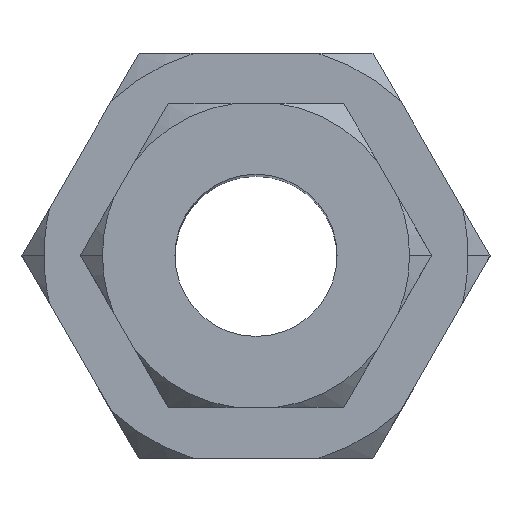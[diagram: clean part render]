
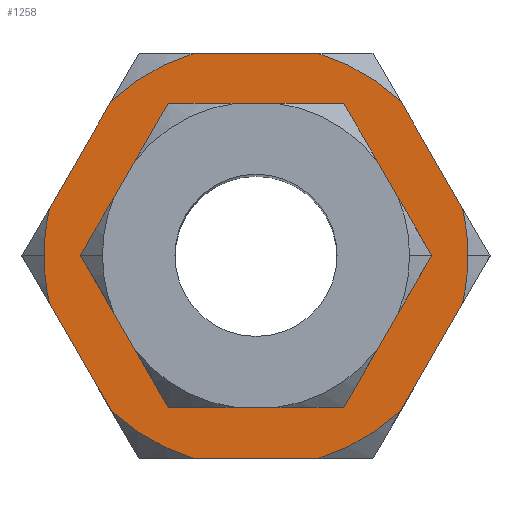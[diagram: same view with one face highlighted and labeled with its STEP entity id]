
A CAD part, top view. The second image highlights one B-rep face of the part: STEP entity #1258.
In plain terms, the highlighted planar face has unit normal (0, 0, 1).
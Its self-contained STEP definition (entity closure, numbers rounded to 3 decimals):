
#132=CARTESIAN_POINT('',(22.89,0.,-22.698));
#133=VERTEX_POINT('',#132);
#142=CARTESIAN_POINT('',(-13.11,0.,-22.698));
#143=VERTEX_POINT('',#142);
#144=CARTESIAN_POINT('',(4.89,0.,-22.698));
#145=DIRECTION('',(0.0,0.0,-1.0));
#146=DIRECTION('',(1.0,0.0,0.0));
#147=AXIS2_PLACEMENT_3D('',#144,#145,#146);
#148=CIRCLE('',#147,18.0);
#149=EDGE_CURVE('',#143,#133,#148,.T.);
#296=CARTESIAN_POINT('',(33.644,0.,-22.698));
#297=VERTEX_POINT('',#296);
#306=CARTESIAN_POINT('',(32.906,-6.476,-22.698));
#307=VERTEX_POINT('',#306);
#308=CARTESIAN_POINT('',(4.89,0.,-22.698));
#309=DIRECTION('',(0.0,0.0,1.0));
#310=DIRECTION('',(1.0,0.0,0.0));
#311=AXIS2_PLACEMENT_3D('',#308,#309,#310);
#312=CIRCLE('',#311,28.754);
#313=EDGE_CURVE('',#307,#297,#312,.T.);
#338=CARTESIAN_POINT('',(-23.864,0.,-22.698));
#339=VERTEX_POINT('',#338);
#346=CARTESIAN_POINT('',(-23.126,-6.476,-22.698));
#347=VERTEX_POINT('',#346);
#361=CARTESIAN_POINT('',(4.89,0.,-22.698));
#362=DIRECTION('',(0.0,0.0,1.0));
#363=DIRECTION('',(1.0,0.0,0.0));
#364=AXIS2_PLACEMENT_3D('',#361,#362,#363);
#365=CIRCLE('',#364,28.754);
#366=EDGE_CURVE('',#339,#347,#365,.T.);
#377=CARTESIAN_POINT('',(-23.126,6.476,-22.698));
#378=VERTEX_POINT('',#377);
#379=CARTESIAN_POINT('',(4.89,0.,-22.698));
#380=DIRECTION('',(0.0,0.0,1.0));
#381=DIRECTION('',(1.0,0.0,0.0));
#382=AXIS2_PLACEMENT_3D('',#379,#380,#381);
#383=CIRCLE('',#382,28.754);
#384=EDGE_CURVE('',#378,#339,#383,.T.);
#407=CARTESIAN_POINT('',(-3.51,-27.5,-22.698));
#408=VERTEX_POINT('',#407);
#424=CARTESIAN_POINT('',(-14.726,-21.024,-22.698));
#425=VERTEX_POINT('',#424);
#426=CARTESIAN_POINT('',(4.89,0.,-22.698));
#427=DIRECTION('',(0.0,0.0,1.0));
#428=DIRECTION('',(1.0,0.0,0.0));
#429=AXIS2_PLACEMENT_3D('',#426,#427,#428);
#430=CIRCLE('',#429,28.754);
#431=EDGE_CURVE('',#425,#408,#430,.T.);
#456=CARTESIAN_POINT('',(-3.51,27.5,-22.698));
#457=VERTEX_POINT('',#456);
#471=CARTESIAN_POINT('',(-14.726,21.024,-22.698));
#472=VERTEX_POINT('',#471);
#486=CARTESIAN_POINT('',(4.89,0.,-22.698));
#487=DIRECTION('',(0.0,0.0,1.0));
#488=DIRECTION('',(1.0,0.0,0.0));
#489=AXIS2_PLACEMENT_3D('',#486,#487,#488);
#490=CIRCLE('',#489,28.754);
#491=EDGE_CURVE('',#457,#472,#490,.T.);
#503=CARTESIAN_POINT('',(24.506,21.024,-22.698));
#504=VERTEX_POINT('',#503);
#518=CARTESIAN_POINT('',(13.29,27.5,-22.698));
#519=VERTEX_POINT('',#518);
#533=CARTESIAN_POINT('',(4.89,0.,-22.698));
#534=DIRECTION('',(0.0,0.0,1.0));
#535=DIRECTION('',(1.0,0.0,0.0));
#536=AXIS2_PLACEMENT_3D('',#533,#534,#535);
#537=CIRCLE('',#536,28.754);
#538=EDGE_CURVE('',#504,#519,#537,.T.);
#548=CARTESIAN_POINT('',(24.506,-21.024,-22.698));
#549=VERTEX_POINT('',#548);
#565=CARTESIAN_POINT('',(13.29,-27.5,-22.698));
#566=VERTEX_POINT('',#565);
#567=CARTESIAN_POINT('',(4.89,0.,-22.698));
#568=DIRECTION('',(0.0,0.0,1.0));
#569=DIRECTION('',(1.0,0.0,0.0));
#570=AXIS2_PLACEMENT_3D('',#567,#568,#569);
#571=CIRCLE('',#570,28.754);
#572=EDGE_CURVE('',#566,#549,#571,.T.);
#596=CARTESIAN_POINT('',(32.906,6.476,-22.698));
#597=VERTEX_POINT('',#596);
#611=CARTESIAN_POINT('',(4.89,0.,-22.698));
#612=DIRECTION('',(0.0,0.0,1.0));
#613=DIRECTION('',(1.0,0.0,0.0));
#614=AXIS2_PLACEMENT_3D('',#611,#612,#613);
#615=CIRCLE('',#614,28.754);
#616=EDGE_CURVE('',#297,#597,#615,.T.);
#1003=CARTESIAN_POINT('',(32.906,-6.476,-22.698));
#1004=DIRECTION('',(-0.5,-0.866,0.0));
#1005=VECTOR('',#1004,16.8);
#1006=LINE('',#1003,#1005);
#1007=EDGE_CURVE('',#307,#549,#1006,.T.);
#1039=CARTESIAN_POINT('',(13.29,-27.5,-22.698));
#1040=DIRECTION('',(-1.0,0.0,0.0));
#1041=VECTOR('',#1040,16.8);
#1042=LINE('',#1039,#1041);
#1043=EDGE_CURVE('',#566,#408,#1042,.T.);
#1122=CARTESIAN_POINT('',(-14.726,-21.024,-22.698));
#1123=DIRECTION('',(-0.5,0.866,0.0));
#1124=VECTOR('',#1123,16.8);
#1125=LINE('',#1122,#1124);
#1126=EDGE_CURVE('',#425,#347,#1125,.T.);
#1150=CARTESIAN_POINT('',(4.89,0.,-22.698));
#1151=DIRECTION('',(0.0,0.0,-1.0));
#1152=DIRECTION('',(1.0,0.0,0.0));
#1153=AXIS2_PLACEMENT_3D('',#1150,#1151,#1152);
#1154=CIRCLE('',#1153,18.0);
#1155=EDGE_CURVE('',#133,#143,#1154,.T.);
#1182=CARTESIAN_POINT('',(-3.51,27.5,-22.698));
#1183=DIRECTION('',(1.0,0.0,0.0));
#1184=VECTOR('',#1183,16.8);
#1185=LINE('',#1182,#1184);
#1186=EDGE_CURVE('',#457,#519,#1185,.T.);
#1203=CARTESIAN_POINT('',(24.506,21.024,-22.698));
#1204=DIRECTION('',(0.5,-0.866,0.0));
#1205=VECTOR('',#1204,16.8);
#1206=LINE('',#1203,#1205);
#1207=EDGE_CURVE('',#504,#597,#1206,.T.);
#1224=CARTESIAN_POINT('',(-23.126,6.476,-22.698));
#1225=DIRECTION('',(0.5,0.866,0.0));
#1226=VECTOR('',#1225,16.8);
#1227=LINE('',#1224,#1226);
#1228=EDGE_CURVE('',#378,#472,#1227,.T.);
#1233=CARTESIAN_POINT('',(-10.987,27.5,-22.698));
#1234=DIRECTION('',(0.0,0.0,-1.0));
#1235=DIRECTION('',(-1.0,0.0,0.0));
#1236=AXIS2_PLACEMENT_3D('',#1233,#1234,#1235);
#1237=PLANE('',#1236);
#1238=ORIENTED_EDGE('',*,*,#313,.T.);
#1239=ORIENTED_EDGE('',*,*,#616,.T.);
#1240=ORIENTED_EDGE('',*,*,#1207,.F.);
#1241=ORIENTED_EDGE('',*,*,#538,.T.);
#1242=ORIENTED_EDGE('',*,*,#1186,.F.);
#1243=ORIENTED_EDGE('',*,*,#491,.T.);
#1244=ORIENTED_EDGE('',*,*,#1228,.F.);
#1245=ORIENTED_EDGE('',*,*,#384,.T.);
#1246=ORIENTED_EDGE('',*,*,#366,.T.);
#1247=ORIENTED_EDGE('',*,*,#1126,.F.);
#1248=ORIENTED_EDGE('',*,*,#431,.T.);
#1249=ORIENTED_EDGE('',*,*,#1043,.F.);
#1250=ORIENTED_EDGE('',*,*,#572,.T.);
#1251=ORIENTED_EDGE('',*,*,#1007,.F.);
#1252=EDGE_LOOP('',(#1238,#1239,#1240,#1241,#1242,#1243,#1244,#1245,#1246,#1247,#1248,#1249,#1250,#1251));
#1253=FACE_OUTER_BOUND('',#1252,.T.);
#1254=ORIENTED_EDGE('',*,*,#1155,.T.);
#1255=ORIENTED_EDGE('',*,*,#149,.T.);
#1256=EDGE_LOOP('',(#1254,#1255));
#1257=FACE_BOUND('',#1256,.T.);
#1258=ADVANCED_FACE('',(#1253,#1257),#1237,.F.);
